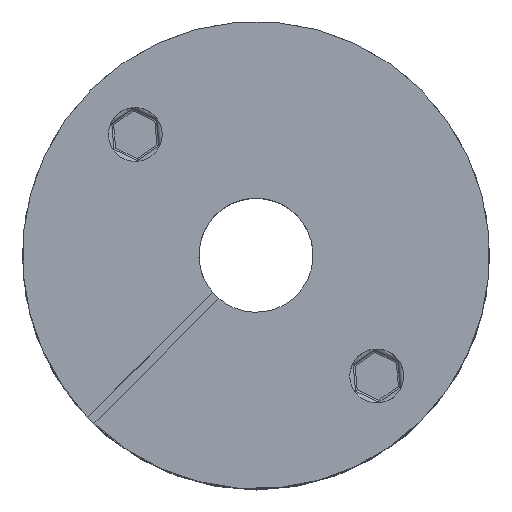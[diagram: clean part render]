
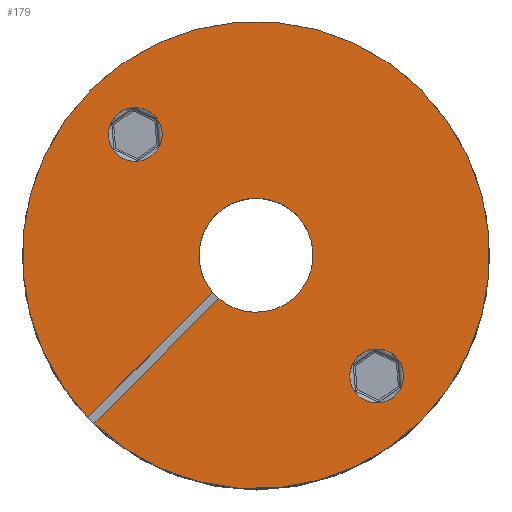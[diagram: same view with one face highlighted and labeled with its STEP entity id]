
A CAD part, top view. The second image highlights one B-rep face of the part: STEP entity #179.
In plain terms, the highlighted face is planar.
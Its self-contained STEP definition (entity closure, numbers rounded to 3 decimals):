
#3 = CIRCLE ( 'NONE', #3386, 1.5 ) ;
#41 = EDGE_CURVE ( 'NONE', #4903, #3998, #5031, .T. ) ;
#95 = EDGE_LOOP ( 'NONE', ( #474, #5179, #4756, #1640, #4657, #251, #3212, #2831 ) ) ;
#179 = ADVANCED_FACE ( 'NONE', ( #3274, #447, #4969 ), #1335, .T. ) ;
#251 = ORIENTED_EDGE ( 'NONE', *, *, #4984, .F. ) ;
#253 = CIRCLE ( 'NONE', #3979, 3.175 ) ;
#386 = DIRECTION ( 'NONE',  ( 0., 1., 0. ) ) ;
#412 = CARTESIAN_POINT ( 'NONE',  ( 0., 6., 0. ) ) ;
#421 = DIRECTION ( 'NONE',  ( 0., 0., 1. ) ) ;
#434 = ORIENTED_EDGE ( 'NONE', *, *, #1672, .F. ) ;
#447 = FACE_BOUND ( 'NONE', #3149, .T. ) ;
#474 = ORIENTED_EDGE ( 'NONE', *, *, #2477, .F. ) ;
#566 = VERTEX_POINT ( 'NONE', #4524 ) ;
#597 = DIRECTION ( 'NONE',  ( 0., 1., 0. ) ) ;
#702 = CARTESIAN_POINT ( 'NONE',  ( 0., 6., 3.175 ) ) ;
#733 = DIRECTION ( 'NONE',  ( 0., 0., 1. ) ) ;
#788 = CARTESIAN_POINT ( 'NONE',  ( 3.165, 6., 0.25 ) ) ;
#837 = CARTESIAN_POINT ( 'NONE',  ( 0., 6., 0. ) ) ;
#842 = DIRECTION ( 'NONE',  ( 0., 0., 1. ) ) ;
#876 = EDGE_CURVE ( 'NONE', #3544, #3634, #1946, .T. ) ;
#986 = EDGE_CURVE ( 'NONE', #2558, #3569, #3012, .T. ) ;
#1010 = DIRECTION ( 'NONE',  ( 0., 0., 1. ) ) ;
#1081 = CIRCLE ( 'NONE', #1863, 13. ) ;
#1089 = VERTEX_POINT ( 'NONE', #3554 ) ;
#1119 = CARTESIAN_POINT ( 'NONE',  ( 0., 6., 0. ) ) ;
#1181 = CIRCLE ( 'NONE', #2456, 1.5 ) ;
#1182 = DIRECTION ( 'NONE',  ( 0., 1., 0. ) ) ;
#1231 = LINE ( 'NONE', #5294, #1784 ) ;
#1263 = VERTEX_POINT ( 'NONE', #3732 ) ;
#1335 = PLANE ( 'NONE',  #1935 ) ;
#1402 = DIRECTION ( 'NONE',  ( 0., 0., 1. ) ) ;
#1550 = ORIENTED_EDGE ( 'NONE', *, *, #4813, .F. ) ;
#1640 = ORIENTED_EDGE ( 'NONE', *, *, #2493, .T. ) ;
#1641 = DIRECTION ( 'NONE',  ( 0., 1., 0. ) ) ;
#1672 = EDGE_CURVE ( 'NONE', #3607, #566, #1181, .T. ) ;
#1707 = CARTESIAN_POINT ( 'NONE',  ( 0., 6., -9.5 ) ) ;
#1784 = VECTOR ( 'NONE', #4134, 1000. ) ;
#1798 = DIRECTION ( 'NONE',  ( 0., 1., 0. ) ) ;
#1863 = AXIS2_PLACEMENT_3D ( 'NONE', #2869, #2378, #842 ) ;
#1935 = AXIS2_PLACEMENT_3D ( 'NONE', #837, #2529, #421 ) ;
#1946 = CIRCLE ( 'NONE', #4955, 3.175 ) ;
#1962 = CARTESIAN_POINT ( 'NONE',  ( 0., 6., -11. ) ) ;
#2023 = DIRECTION ( 'NONE',  ( 0., 1., 0. ) ) ;
#2035 = DIRECTION ( 'NONE',  ( 0., 0., 1. ) ) ;
#2045 = CARTESIAN_POINT ( 'NONE',  ( 0., 6., 0. ) ) ;
#2180 = VERTEX_POINT ( 'NONE', #4714 ) ;
#2354 = AXIS2_PLACEMENT_3D ( 'NONE', #5016, #1798, #4560 ) ;
#2378 = DIRECTION ( 'NONE',  ( 0., 1., 0. ) ) ;
#2456 = AXIS2_PLACEMENT_3D ( 'NONE', #1707, #2023, #3269 ) ;
#2477 = EDGE_CURVE ( 'NONE', #4903, #3544, #1231, .T. ) ;
#2493 = EDGE_CURVE ( 'NONE', #2180, #3569, #1081, .T. ) ;
#2529 = DIRECTION ( 'NONE',  ( 0., 1., 0. ) ) ;
#2558 = VERTEX_POINT ( 'NONE', #788 ) ;
#2703 = AXIS2_PLACEMENT_3D ( 'NONE', #412, #1641, #2876 ) ;
#2737 = CARTESIAN_POINT ( 'NONE',  ( 0., 6., 0. ) ) ;
#2831 = ORIENTED_EDGE ( 'NONE', *, *, #876, .F. ) ;
#2869 = CARTESIAN_POINT ( 'NONE',  ( 0., 6., 0. ) ) ;
#2876 = DIRECTION ( 'NONE',  ( 0., 0., 1. ) ) ;
#2901 = DIRECTION ( 'NONE',  ( 0., 1., 0. ) ) ;
#2922 = AXIS2_PLACEMENT_3D ( 'NONE', #4706, #2947, #4591 ) ;
#2947 = DIRECTION ( 'NONE',  ( 0., 1., 0. ) ) ;
#2953 = AXIS2_PLACEMENT_3D ( 'NONE', #2045, #386, #1402 ) ;
#3012 = LINE ( 'NONE', #4166, #4186 ) ;
#3100 = EDGE_CURVE ( 'NONE', #566, #3607, #3406, .T. ) ;
#3149 = EDGE_LOOP ( 'NONE', ( #1550, #4470 ) ) ;
#3212 = ORIENTED_EDGE ( 'NONE', *, *, #3655, .F. ) ;
#3269 = DIRECTION ( 'NONE',  ( 0., 0., 1. ) ) ;
#3274 = FACE_OUTER_BOUND ( 'NONE', #95, .T. ) ;
#3309 = EDGE_LOOP ( 'NONE', ( #434, #5231 ) ) ;
#3386 = AXIS2_PLACEMENT_3D ( 'NONE', #4712, #597, #1010 ) ;
#3406 = CIRCLE ( 'NONE', #2354, 1.5 ) ;
#3434 = EDGE_CURVE ( 'NONE', #3998, #2180, #4598, .T. ) ;
#3544 = VERTEX_POINT ( 'NONE', #4200 ) ;
#3554 = CARTESIAN_POINT ( 'NONE',  ( 0., 6., 11. ) ) ;
#3569 = VERTEX_POINT ( 'NONE', #3864 ) ;
#3607 = VERTEX_POINT ( 'NONE', #1962 ) ;
#3634 = VERTEX_POINT ( 'NONE', #5244 ) ;
#3655 = EDGE_CURVE ( 'NONE', #3634, #4934, #4938, .T. ) ;
#3732 = CARTESIAN_POINT ( 'NONE',  ( 0., 6., 8. ) ) ;
#3747 = CARTESIAN_POINT ( 'NONE',  ( 0., 6., 0. ) ) ;
#3864 = CARTESIAN_POINT ( 'NONE',  ( 12.998, 6., 0.25 ) ) ;
#3979 = AXIS2_PLACEMENT_3D ( 'NONE', #2737, #2901, #2035 ) ;
#3980 = CARTESIAN_POINT ( 'NONE',  ( 12.998, 6., -0.25 ) ) ;
#3998 = VERTEX_POINT ( 'NONE', #4837 ) ;
#4134 = DIRECTION ( 'NONE',  ( -1., 0., 0. ) ) ;
#4166 = CARTESIAN_POINT ( 'NONE',  ( -0.02, 6., 0.25 ) ) ;
#4186 = VECTOR ( 'NONE', #4249, 1000. ) ;
#4200 = CARTESIAN_POINT ( 'NONE',  ( 3.165, 6., -0.25 ) ) ;
#4249 = DIRECTION ( 'NONE',  ( 1., 0., 0. ) ) ;
#4404 = DIRECTION ( 'NONE',  ( 0., 1., 0. ) ) ;
#4463 = DIRECTION ( 'NONE',  ( 0., 0., 1. ) ) ;
#4470 = ORIENTED_EDGE ( 'NONE', *, *, #5283, .F. ) ;
#4524 = CARTESIAN_POINT ( 'NONE',  ( 0., 6., -8. ) ) ;
#4560 = DIRECTION ( 'NONE',  ( 0., 0., 1. ) ) ;
#4591 = DIRECTION ( 'NONE',  ( 0., 0., 1. ) ) ;
#4598 = CIRCLE ( 'NONE', #2953, 13. ) ;
#4657 = ORIENTED_EDGE ( 'NONE', *, *, #986, .F. ) ;
#4706 = CARTESIAN_POINT ( 'NONE',  ( 0., 6., 9.5 ) ) ;
#4712 = CARTESIAN_POINT ( 'NONE',  ( 0., 6., 9.5 ) ) ;
#4714 = CARTESIAN_POINT ( 'NONE',  ( 0., 6., 13. ) ) ;
#4756 = ORIENTED_EDGE ( 'NONE', *, *, #3434, .T. ) ;
#4764 = AXIS2_PLACEMENT_3D ( 'NONE', #1119, #4404, #733 ) ;
#4813 = EDGE_CURVE ( 'NONE', #1263, #1089, #3, .T. ) ;
#4837 = CARTESIAN_POINT ( 'NONE',  ( 0., 6., -13. ) ) ;
#4903 = VERTEX_POINT ( 'NONE', #3980 ) ;
#4934 = VERTEX_POINT ( 'NONE', #702 ) ;
#4938 = CIRCLE ( 'NONE', #4764, 3.175 ) ;
#4955 = AXIS2_PLACEMENT_3D ( 'NONE', #3747, #1182, #4463 ) ;
#4969 = FACE_BOUND ( 'NONE', #3309, .T. ) ;
#4984 = EDGE_CURVE ( 'NONE', #4934, #2558, #253, .T. ) ;
#5016 = CARTESIAN_POINT ( 'NONE',  ( 0., 6., -9.5 ) ) ;
#5031 = CIRCLE ( 'NONE', #2703, 13. ) ;
#5062 = CIRCLE ( 'NONE', #2922, 1.5 ) ;
#5179 = ORIENTED_EDGE ( 'NONE', *, *, #41, .T. ) ;
#5231 = ORIENTED_EDGE ( 'NONE', *, *, #3100, .F. ) ;
#5244 = CARTESIAN_POINT ( 'NONE',  ( 0., 6., -3.175 ) ) ;
#5283 = EDGE_CURVE ( 'NONE', #1089, #1263, #5062, .T. ) ;
#5294 = CARTESIAN_POINT ( 'NONE',  ( -0.02, 6., -0.25 ) ) ;
